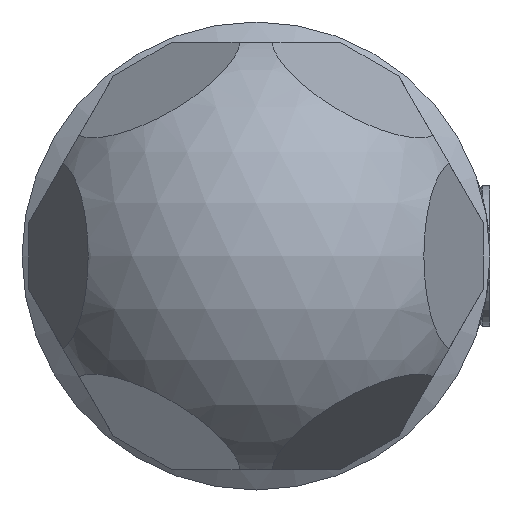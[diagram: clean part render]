
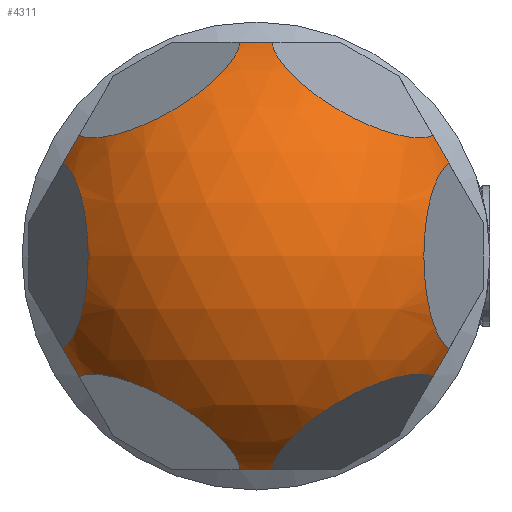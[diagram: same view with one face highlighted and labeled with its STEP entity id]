
A CAD part, front view. The second image highlights one B-rep face of the part: STEP entity #4311.
In plain terms, the highlighted spherical face has radius 12 mm.
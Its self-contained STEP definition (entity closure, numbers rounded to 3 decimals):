
#37 = DIRECTION ( 'NONE',  ( 0., 0., 1. ) ) ;
#129 = EDGE_CURVE ( 'NONE', #2714, #7764, #12880, .T. ) ;
#168 = CIRCLE ( 'NONE', #6032, 4.909 ) ;
#438 = DIRECTION ( 'NONE',  ( -0.47, -0.342, -0.814 ) ) ;
#469 = DIRECTION ( 'NONE',  ( 0.866, 0., 0.5 ) ) ;
#605 = CIRCLE ( 'NONE', #606, 4.909 ) ;
#606 = AXIS2_PLACEMENT_3D ( 'NONE', #1268, #3320, #10364 ) ;
#837 = DIRECTION ( 'NONE',  ( 0.866, 0., 0.5 ) ) ;
#855 = CARTESIAN_POINT ( 'NONE',  ( 0., 48., 10.95 ) ) ;
#873 = EDGE_CURVE ( 'NONE', #8479, #7764, #11291, .T. ) ;
#1018 = VERTEX_POINT ( 'NONE', #2615 ) ;
#1079 = DIRECTION ( 'NONE',  ( -0.866, 0., 0.5 ) ) ;
#1268 = CARTESIAN_POINT ( 'NONE',  ( -5.145, 51.745, -8.911 ) ) ;
#1427 = DIRECTION ( 'NONE',  ( -0.866, 0., -0.5 ) ) ;
#1460 = DIRECTION ( 'NONE',  ( -0.47, -0.342, 0.814 ) ) ;
#1824 = CARTESIAN_POINT ( 'NONE',  ( 9.483, 48., -5.475 ) ) ;
#1851 = DIRECTION ( 'NONE',  ( 0.94, -0.342, 0. ) ) ;
#1891 = CARTESIAN_POINT ( 'NONE',  ( -5.145, 51.745, 8.911 ) ) ;
#1899 = ORIENTED_EDGE ( 'NONE', *, *, #10801, .F. ) ;
#2050 = CIRCLE ( 'NONE', #12509, 4.909 ) ;
#2053 = CARTESIAN_POINT ( 'NONE',  ( -9.483, 48., -5.475 ) ) ;
#2216 = EDGE_LOOP ( 'NONE', ( #3951, #9920, #1899, #11647, #7811, #5428, #3180, #3108, #6496, #3953, #8324, #11458 ) ) ;
#2615 = CARTESIAN_POINT ( 'NONE',  ( -0.816, 52.841, 10.95 ) ) ;
#2714 = VERTEX_POINT ( 'NONE', #12882 ) ;
#2811 = CARTESIAN_POINT ( 'NONE',  ( -9.891, 52.841, 4.768 ) ) ;
#2824 = DIRECTION ( 'NONE',  ( 0.5, 0., 0.866 ) ) ;
#2825 = AXIS2_PLACEMENT_3D ( 'NONE', #5576, #469, #12710 ) ;
#3108 = ORIENTED_EDGE ( 'NONE', *, *, #12195, .T. ) ;
#3176 = CARTESIAN_POINT ( 'NONE',  ( -9.483, 48., 5.475 ) ) ;
#3180 = ORIENTED_EDGE ( 'NONE', *, *, #3547, .F. ) ;
#3320 = DIRECTION ( 'NONE',  ( 0.47, -0.342, 0.814 ) ) ;
#3385 = AXIS2_PLACEMENT_3D ( 'NONE', #855, #12047, #10088 ) ;
#3405 = AXIS2_PLACEMENT_3D ( 'NONE', #3176, #1079, #12312 ) ;
#3547 = EDGE_CURVE ( 'NONE', #8722, #9438, #13161, .T. ) ;
#3749 = EDGE_CURVE ( 'NONE', #3990, #1018, #10746, .T. ) ;
#3951 = ORIENTED_EDGE ( 'NONE', *, *, #129, .F. ) ;
#3953 = ORIENTED_EDGE ( 'NONE', *, *, #3749, .T. ) ;
#3990 = VERTEX_POINT ( 'NONE', #5306 ) ;
#4311 = ADVANCED_FACE ( 'NONE', ( #10160 ), #6341, .T. ) ;
#4579 = EDGE_CURVE ( 'NONE', #10479, #10362, #2050, .T. ) ;
#4730 = AXIS2_PLACEMENT_3D ( 'NONE', #7911, #37, #7245 ) ;
#4789 = CARTESIAN_POINT ( 'NONE',  ( 0.816, 52.841, -10.95 ) ) ;
#4866 = CIRCLE ( 'NONE', #6566, 4.909 ) ;
#4899 = DIRECTION ( 'NONE',  ( 0.866, 0., -0.5 ) ) ;
#4911 = CARTESIAN_POINT ( 'NONE',  ( -0.816, 52.841, -10.95 ) ) ;
#5077 = CARTESIAN_POINT ( 'NONE',  ( -9.891, 52.841, -4.768 ) ) ;
#5163 = CARTESIAN_POINT ( 'NONE',  ( 9.075, 52.841, -6.182 ) ) ;
#5306 = CARTESIAN_POINT ( 'NONE',  ( -9.075, 52.841, 6.182 ) ) ;
#5428 = ORIENTED_EDGE ( 'NONE', *, *, #7001, .T. ) ;
#5461 = EDGE_CURVE ( 'NONE', #3990, #8491, #11732, .T. ) ;
#5525 = EDGE_CURVE ( 'NONE', #6542, #10362, #5821, .T. ) ;
#5576 = CARTESIAN_POINT ( 'NONE',  ( 9.483, 48., 5.475 ) ) ;
#5593 = CARTESIAN_POINT ( 'NONE',  ( 9.891, 52.841, -4.768 ) ) ;
#5821 = CIRCLE ( 'NONE', #12297, 4.909 ) ;
#5867 = DIRECTION ( 'NONE',  ( -0.342, 0.94, 0. ) ) ;
#5932 = EDGE_CURVE ( 'NONE', #2714, #6313, #4866, .T. ) ;
#5958 = CARTESIAN_POINT ( 'NONE',  ( -10.29, 51.745, 0. ) ) ;
#6032 = AXIS2_PLACEMENT_3D ( 'NONE', #1824, #4899, #2824 ) ;
#6313 = VERTEX_POINT ( 'NONE', #5593 ) ;
#6341 = SPHERICAL_SURFACE ( 'NONE', #4730, 12. ) ;
#6487 = CARTESIAN_POINT ( 'NONE',  ( 5.145, 51.745, 8.911 ) ) ;
#6496 = ORIENTED_EDGE ( 'NONE', *, *, #5461, .F. ) ;
#6542 = VERTEX_POINT ( 'NONE', #4911 ) ;
#6566 = AXIS2_PLACEMENT_3D ( 'NONE', #10960, #11002, #5867 ) ;
#7001 = EDGE_CURVE ( 'NONE', #6542, #9438, #605, .T. ) ;
#7245 = DIRECTION ( 'NONE',  ( 1., 0., 0. ) ) ;
#7764 = VERTEX_POINT ( 'NONE', #8489 ) ;
#7811 = ORIENTED_EDGE ( 'NONE', *, *, #5525, .F. ) ;
#7911 = CARTESIAN_POINT ( 'NONE',  ( 0., 48., 0. ) ) ;
#8219 = AXIS2_PLACEMENT_3D ( 'NONE', #6487, #438, #8533 ) ;
#8249 = CARTESIAN_POINT ( 'NONE',  ( 0., 48., -10.95 ) ) ;
#8324 = ORIENTED_EDGE ( 'NONE', *, *, #9211, .F. ) ;
#8479 = VERTEX_POINT ( 'NONE', #9901 ) ;
#8489 = CARTESIAN_POINT ( 'NONE',  ( 9.075, 52.841, 6.182 ) ) ;
#8491 = VERTEX_POINT ( 'NONE', #2811 ) ;
#8533 = DIRECTION ( 'NONE',  ( 0.866, 0., -0.5 ) ) ;
#8722 = VERTEX_POINT ( 'NONE', #5077 ) ;
#8942 = DIRECTION ( 'NONE',  ( -0.342, -0.94, 0. ) ) ;
#9137 = DIRECTION ( 'NONE',  ( 1., 0., 0. ) ) ;
#9211 = EDGE_CURVE ( 'NONE', #8479, #1018, #11873, .T. ) ;
#9275 = DIRECTION ( 'NONE',  ( 0., 0., -1. ) ) ;
#9438 = VERTEX_POINT ( 'NONE', #10389 ) ;
#9901 = CARTESIAN_POINT ( 'NONE',  ( 0.816, 52.841, 10.95 ) ) ;
#9920 = ORIENTED_EDGE ( 'NONE', *, *, #5932, .T. ) ;
#9937 = DIRECTION ( 'NONE',  ( 0.47, -0.342, -0.814 ) ) ;
#10088 = DIRECTION ( 'NONE',  ( -1., 0., 0. ) ) ;
#10104 = DIRECTION ( 'NONE',  ( -0.866, 0., -0.5 ) ) ;
#10143 = DIRECTION ( 'NONE',  ( 0.5, 0., -0.866 ) ) ;
#10160 = FACE_OUTER_BOUND ( 'NONE', #2216, .T. ) ;
#10362 = VERTEX_POINT ( 'NONE', #4789 ) ;
#10364 = DIRECTION ( 'NONE',  ( -0.866, 0., 0.5 ) ) ;
#10389 = CARTESIAN_POINT ( 'NONE',  ( -9.075, 52.841, -6.182 ) ) ;
#10479 = VERTEX_POINT ( 'NONE', #5163 ) ;
#10520 = AXIS2_PLACEMENT_3D ( 'NONE', #2053, #10104, #10143 ) ;
#10746 = CIRCLE ( 'NONE', #13008, 4.909 ) ;
#10801 = EDGE_CURVE ( 'NONE', #10479, #6313, #168, .T. ) ;
#10960 = CARTESIAN_POINT ( 'NONE',  ( 10.29, 51.745, 0. ) ) ;
#11002 = DIRECTION ( 'NONE',  ( -0.94, -0.342, 0. ) ) ;
#11291 = CIRCLE ( 'NONE', #8219, 4.909 ) ;
#11458 = ORIENTED_EDGE ( 'NONE', *, *, #873, .T. ) ;
#11647 = ORIENTED_EDGE ( 'NONE', *, *, #4579, .T. ) ;
#11732 = CIRCLE ( 'NONE', #3405, 4.909 ) ;
#11873 = CIRCLE ( 'NONE', #3385, 4.909 ) ;
#12047 = DIRECTION ( 'NONE',  ( 0., 0., 1. ) ) ;
#12195 = EDGE_CURVE ( 'NONE', #8722, #8491, #12389, .T. ) ;
#12297 = AXIS2_PLACEMENT_3D ( 'NONE', #8249, #9275, #9137 ) ;
#12312 = DIRECTION ( 'NONE',  ( -0.5, 0., -0.866 ) ) ;
#12389 = CIRCLE ( 'NONE', #12542, 4.909 ) ;
#12509 = AXIS2_PLACEMENT_3D ( 'NONE', #12623, #1460, #1427 ) ;
#12542 = AXIS2_PLACEMENT_3D ( 'NONE', #5958, #1851, #8942 ) ;
#12623 = CARTESIAN_POINT ( 'NONE',  ( 5.145, 51.745, -8.911 ) ) ;
#12710 = DIRECTION ( 'NONE',  ( -0.5, 0., 0.866 ) ) ;
#12880 = CIRCLE ( 'NONE', #2825, 4.909 ) ;
#12882 = CARTESIAN_POINT ( 'NONE',  ( 9.891, 52.841, 4.768 ) ) ;
#13008 = AXIS2_PLACEMENT_3D ( 'NONE', #1891, #9937, #837 ) ;
#13161 = CIRCLE ( 'NONE', #10520, 4.909 ) ;
